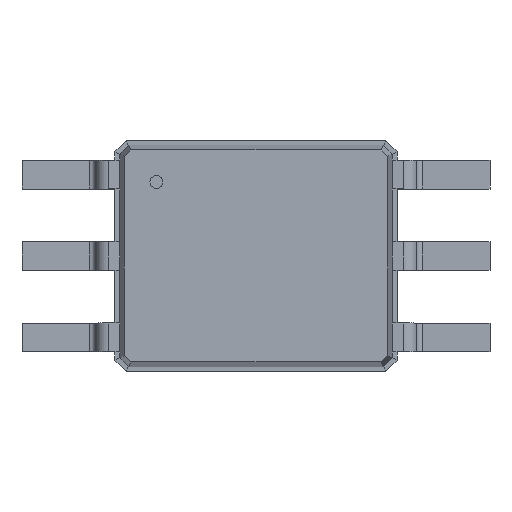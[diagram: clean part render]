
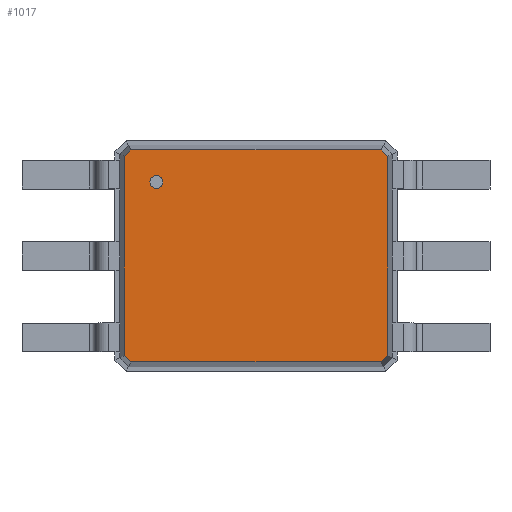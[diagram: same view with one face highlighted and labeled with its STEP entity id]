
A CAD part, top view. The second image highlights one B-rep face of the part: STEP entity #1017.
In plain terms, the highlighted planar face has unit normal (0, 0, 1).
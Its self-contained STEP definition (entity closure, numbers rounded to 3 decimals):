
#13=DIRECTION('',(0.,0.,1.));
#27=VECTOR('',#28,1.);
#28=DIRECTION('',(0.,-1.,0.));
#36=DIRECTION('',(0.,1.,0.));
#58=VECTOR('',#59,1.);
#59=DIRECTION('',(1.,0.,0.));
#83=DIRECTION('',(0.,0.,-1.));
#130=VECTOR('',#131,1.);
#131=DIRECTION('',(-1.,0.,0.));
#381=VECTOR('',#382,1.);
#382=DIRECTION('',(0.707,-0.707,0.));
#388=VECTOR('',#389,1.);
#389=DIRECTION('',(-0.707,-0.707,0.));
#400=VECTOR('',#401,1.);
#401=DIRECTION('',(-0.707,0.707,0.));
#407=VECTOR('',#36,1.);
#411=VECTOR('',#412,1.);
#412=DIRECTION('',(0.707,0.707,0.));
#573=VERTEX_POINT('',#574);
#574=CARTESIAN_POINT('',(2.054,-1.552,1.1));
#577=EDGE_CURVE('',#578,#573,#580,.T.);
#578=VERTEX_POINT('',#579);
#579=CARTESIAN_POINT('',(2.054,1.552,1.1));
#580=LINE('',#579,#27);
#1009=EDGE_CURVE('',#1010,#578,#1012,.T.);
#1010=VERTEX_POINT('',#1011);
#1011=CARTESIAN_POINT('',(1.952,1.654,1.1));
#1012=LINE('',#1011,#381);
#1017=ADVANCED_FACE('',(#1018,#1050),#1059,.F.);
#1018=FACE_BOUND('',#1019,.F.);
#1019=EDGE_LOOP('',(#1020,#1025,#1026,#1027,#1032,#1037,#1042,#1047));
#1020=ORIENTED_EDGE('',*,*,#1021,.T.);
#1021=EDGE_CURVE('',#1022,#1010,#1024,.T.);
#1022=VERTEX_POINT('',#1023);
#1023=CARTESIAN_POINT('',(-1.952,1.654,1.1));
#1024=LINE('',#1023,#58);
#1025=ORIENTED_EDGE('',*,*,#1009,.T.);
#1026=ORIENTED_EDGE('',*,*,#577,.T.);
#1027=ORIENTED_EDGE('',*,*,#1028,.T.);
#1028=EDGE_CURVE('',#573,#1029,#1031,.T.);
#1029=VERTEX_POINT('',#1030);
#1030=CARTESIAN_POINT('',(1.952,-1.654,1.1));
#1031=LINE('',#574,#388);
#1032=ORIENTED_EDGE('',*,*,#1033,.T.);
#1033=EDGE_CURVE('',#1029,#1034,#1036,.T.);
#1034=VERTEX_POINT('',#1035);
#1035=CARTESIAN_POINT('',(-1.952,-1.654,1.1));
#1036=LINE('',#1030,#130);
#1037=ORIENTED_EDGE('',*,*,#1038,.T.);
#1038=EDGE_CURVE('',#1034,#1039,#1041,.T.);
#1039=VERTEX_POINT('',#1040);
#1040=CARTESIAN_POINT('',(-2.054,-1.552,1.1));
#1041=LINE('',#1035,#400);
#1042=ORIENTED_EDGE('',*,*,#1043,.T.);
#1043=EDGE_CURVE('',#1039,#1044,#1046,.T.);
#1044=VERTEX_POINT('',#1045);
#1045=CARTESIAN_POINT('',(-2.054,1.552,1.1));
#1046=LINE('',#1040,#407);
#1047=ORIENTED_EDGE('',*,*,#1048,.T.);
#1048=EDGE_CURVE('',#1044,#1022,#1049,.T.);
#1049=LINE('',#1045,#411);
#1050=FACE_BOUND('',#1051,.F.);
#1051=EDGE_LOOP('',(#1052));
#1052=ORIENTED_EDGE('',*,*,#1053,.T.);
#1053=EDGE_CURVE('',#1054,#1054,#1056,.T.);
#1054=VERTEX_POINT('',#1055);
#1055=CARTESIAN_POINT('',(-1.554,1.054,1.1));
#1056=CIRCLE('',#1057,0.1);
#1057=AXIS2_PLACEMENT_3D('',#1058,#13,#28);
#1058=CARTESIAN_POINT('',(-1.554,1.154,1.1));
#1059=PLANE('',#1060);
#1060=AXIS2_PLACEMENT_3D('',#1023,#83,#1061);
#1061=DIRECTION('',(0.781,-0.625,0.));
